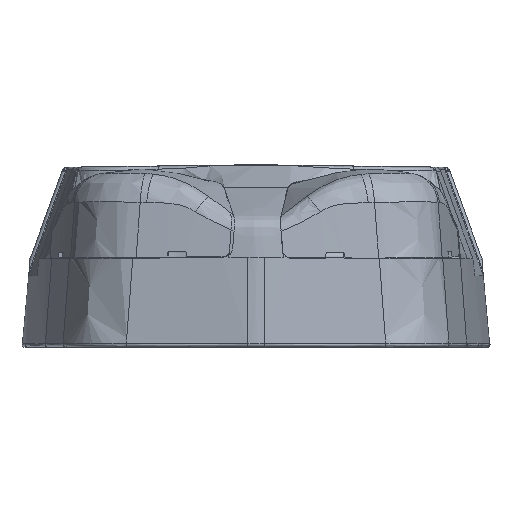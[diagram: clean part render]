
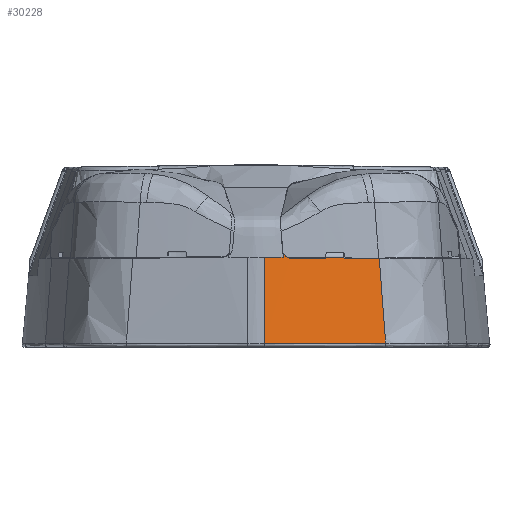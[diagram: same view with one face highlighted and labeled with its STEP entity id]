
A CAD part, front view. The second image highlights one B-rep face of the part: STEP entity #30228.
In plain terms, the highlighted free-form (B-spline) face has degree [1, 3] with [2, 10] control points.
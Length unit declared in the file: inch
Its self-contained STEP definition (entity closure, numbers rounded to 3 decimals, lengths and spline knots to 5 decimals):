
#415 = CARTESIAN_POINT ( 'NONE',  ( -0.3898, -3.73462, 8.50728 ) ) ;
#988 = B_SPLINE_CURVE_WITH_KNOTS ( 'NONE', 3,
 ( #27559, #52106, #77478, #34246 ),
 .UNSPECIFIED., .F., .F.,
 ( 4, 4 ),
 ( 0., 1. ),
 .UNSPECIFIED. ) ;
#1206 = CARTESIAN_POINT ( 'NONE',  ( -1.07927, -3.84833, 8.34064 ) ) ;
#1427 = ORIENTED_EDGE ( 'NONE', *, *, #27831, .T. ) ;
#3044 = CARTESIAN_POINT ( 'NONE',  ( -0.35191, -3.77226, 8.00791 ) ) ;
#3755 = CARTESIAN_POINT ( 'NONE',  ( -0.9407, -3.81661, 8.51496 ) ) ;
#4131 = CARTESIAN_POINT ( 'NONE',  ( -0.9565, -3.81754, 8.52658 ) ) ;
#4426 = B_SPLINE_CURVE_WITH_KNOTS ( 'NONE', 3,
 ( #16471, #69269, #3755, #16091, #4131, #22438, #76368, #45453 ),
 .UNSPECIFIED., .F., .F.,
 ( 4, 2, 2, 4 ),
 ( 0., 0.5, 0.75, 1. ),
 .UNSPECIFIED. ) ;
#4858 = ORIENTED_EDGE ( 'NONE', *, *, #11571, .T. ) ;
#5166 = CARTESIAN_POINT ( 'NONE',  ( -0.3898, -3.73462, 8.50728 ) ) ;
#5402 = VERTEX_POINT ( 'NONE', #8377 ) ;
#5408 = CARTESIAN_POINT ( 'NONE',  ( -4.9453, -3.52197, 9.23457 ) ) ;
#6043 = VERTEX_POINT ( 'NONE', #48102 ) ;
#7986 = ORIENTED_EDGE ( 'NONE', *, *, #27169, .T. ) ;
#8369 = CARTESIAN_POINT ( 'NONE',  ( -0.3537, -3.77049, 8.03153 ) ) ;
#8377 = CARTESIAN_POINT ( 'NONE',  ( -0.96694, -3.81734, 8.54337 ) ) ;
#9588 = CARTESIAN_POINT ( 'NONE',  ( -1.07922, -3.83304, 8.5129 ) ) ;
#9820 = CARTESIAN_POINT ( 'NONE',  ( -1.68807, -3.99501, 7.5953 ) ) ;
#10600 = CARTESIAN_POINT ( 'NONE',  ( -4.11887, -3.72041, 9.23457 ) ) ;
#11383 = CARTESIAN_POINT ( 'NONE',  ( -4.97943, -3.66127, 7.5953 ) ) ;
#11518 = B_SPLINE_SURFACE_WITH_KNOTS ( 'NONE', 1, 3, ( 
 ( #21001, #69376, #21765, #65748, #9820, #41538, #35581, #65355, #11383, #16967 ),
 ( #70142, #64955, #41149, #16576, #71294, #29655, #10600, #47499, #5408, #16194 ) ),
 .UNSPECIFIED., .F., .F., .F.,
 ( 2, 2 ),
 ( 4, 2, 2, 2, 4 ),
 ( -0.09503, 1.48513 ),
 ( -0.01606, 0., 0.5, 1., 1.01606 ),
 .UNSPECIFIED. ) ;
#11571 = EDGE_CURVE ( 'NONE', #41590, #47512, #33518, .T. ) ;
#13823 = CARTESIAN_POINT ( 'NONE',  ( -1.07922, -3.83304, 8.5129 ) ) ;
#16091 = CARTESIAN_POINT ( 'NONE',  ( -0.95294, -3.81739, 8.52328 ) ) ;
#16194 = CARTESIAN_POINT ( 'NONE',  ( -4.97023, -3.51598, 9.23457 ) ) ;
#16471 = CARTESIAN_POINT ( 'NONE',  ( -0.92119, -3.81442, 8.51192 ) ) ;
#16576 = CARTESIAN_POINT ( 'NONE',  ( -0.88665, -3.77548, 9.23457 ) ) ;
#16967 = CARTESIAN_POINT ( 'NONE',  ( -5.00469, -3.6552, 7.5953 ) ) ;
#19304 = ORIENTED_EDGE ( 'NONE', *, *, #64959, .T. ) ;
#21001 = CARTESIAN_POINT ( 'NONE',  ( 0.00088, -3.74048, 7.5953 ) ) ;
#21336 = CARTESIAN_POINT ( 'NONE',  ( -0.3528, -3.77138, 8.01972 ) ) ;
#21765 = CARTESIAN_POINT ( 'NONE',  ( -0.05003, -3.75089, 7.5953 ) ) ;
#22438 = CARTESIAN_POINT ( 'NONE',  ( -0.96275, -3.81761, 8.53446 ) ) ;
#23972 = CARTESIAN_POINT ( 'NONE',  ( -1.07941, -3.87868, 7.9961 ) ) ;
#25720 = CARTESIAN_POINT ( 'NONE',  ( -0.96635, -3.82, 8.5123 ) ) ;
#26140 = B_SPLINE_CURVE_WITH_KNOTS ( 'NONE', 3,
 ( #25720, #50289, #55083, #13823 ),
 .UNSPECIFIED., .F., .F.,
 ( 4, 4 ),
 ( 0., 1. ),
 .UNSPECIFIED. ) ;
#27014 = CARTESIAN_POINT ( 'NONE',  ( -0.35101, -3.77315, 7.9961 ) ) ;
#27169 = EDGE_CURVE ( 'NONE', #53417, #6043, #68838, .T. ) ;
#27559 = CARTESIAN_POINT ( 'NONE',  ( -0.35101, -3.77315, 7.9961 ) ) ;
#27831 = EDGE_CURVE ( 'NONE', #77640, #57035, #26140, .T. ) ;
#28012 = CARTESIAN_POINT ( 'NONE',  ( -0.96694, -3.81734, 8.54337 ) ) ;
#28785 = ORIENTED_EDGE ( 'NONE', *, *, #39233, .T. ) ;
#29573 = EDGE_CURVE ( 'NONE', #6043, #41590, #31732, .T. ) ;
#29655 = CARTESIAN_POINT ( 'NONE',  ( -3.31243, -3.8239, 9.23457 ) ) ;
#29935 = B_SPLINE_CURVE_WITH_KNOTS ( 'NONE', 3,
 ( #38111, #32569, #1206, #56757 ),
 .UNSPECIFIED., .F., .F.,
 ( 4, 4 ),
 ( 0., 1. ),
 .UNSPECIFIED. ) ;
#30228 = ADVANCED_FACE ( 'NONE', ( #51110 ), #11518, .T. ) ;
#31732 = B_SPLINE_CURVE_WITH_KNOTS ( 'NONE', 3,
 ( #8369, #71792, #53940, #59876 ),
 .UNSPECIFIED., .F., .F.,
 ( 4, 4 ),
 ( 0., 1. ),
 .UNSPECIFIED. ) ;
#32569 = CARTESIAN_POINT ( 'NONE',  ( -1.07934, -3.86351, 8.16837 ) ) ;
#33518 = B_SPLINE_CURVE_WITH_KNOTS ( 'NONE', 3,
 ( #415, #42881, #66695, #71861 ),
 .UNSPECIFIED., .F., .F.,
 ( 4, 4 ),
 ( 0., 0.01365 ),
 .UNSPECIFIED. ) ;
#34246 = CARTESIAN_POINT ( 'NONE',  ( -1.07941, -3.87868, 7.9961 ) ) ;
#34327 = CARTESIAN_POINT ( 'NONE',  ( -0.96635, -3.82, 8.5123 ) ) ;
#35581 = CARTESIAN_POINT ( 'NONE',  ( -4.14225, -3.86229, 7.5953 ) ) ;
#36264 = EDGE_CURVE ( 'NONE', #53417, #72841, #988, .T. ) ;
#38111 = CARTESIAN_POINT ( 'NONE',  ( -1.07941, -3.87868, 7.9961 ) ) ;
#39233 = EDGE_CURVE ( 'NONE', #5402, #77640, #44774, .T. ) ;
#41149 = CARTESIAN_POINT ( 'NONE',  ( -0.07907, -3.61044, 9.23457 ) ) ;
#41538 = CARTESIAN_POINT ( 'NONE',  ( -3.32539, -3.96712, 7.5953 ) ) ;
#41590 = VERTEX_POINT ( 'NONE', #5166 ) ;
#42881 = CARTESIAN_POINT ( 'NONE',  ( -0.56629, -3.7655, 8.50882 ) ) ;
#43537 = CARTESIAN_POINT ( 'NONE',  ( -0.96635, -3.82, 8.5123 ) ) ;
#44774 = B_SPLINE_CURVE_WITH_KNOTS ( 'NONE', 3,
 ( #28012, #77180, #46250, #34327 ),
 .UNSPECIFIED., .F., .F.,
 ( 4, 4 ),
 ( 0., 1. ),
 .UNSPECIFIED. ) ;
#45453 = CARTESIAN_POINT ( 'NONE',  ( -0.96694, -3.81734, 8.54337 ) ) ;
#46250 = CARTESIAN_POINT ( 'NONE',  ( -0.96717, -3.81919, 8.52265 ) ) ;
#47499 = CARTESIAN_POINT ( 'NONE',  ( -4.92036, -3.52796, 9.23457 ) ) ;
#47512 = VERTEX_POINT ( 'NONE', #56367 ) ;
#47567 = EDGE_CURVE ( 'NONE', #72841, #57035, #29935, .T. ) ;
#48054 = ORIENTED_EDGE ( 'NONE', *, *, #36264, .F. ) ;
#48102 = CARTESIAN_POINT ( 'NONE',  ( -0.3537, -3.77049, 8.03153 ) ) ;
#50289 = CARTESIAN_POINT ( 'NONE',  ( -1.00393, -3.82458, 8.5125 ) ) ;
#51110 = FACE_OUTER_BOUND ( 'NONE', #69267, .T. ) ;
#52106 = CARTESIAN_POINT ( 'NONE',  ( -0.59265, -3.81635, 7.9961 ) ) ;
#53417 = VERTEX_POINT ( 'NONE', #27014 ) ;
#53940 = CARTESIAN_POINT ( 'NONE',  ( -0.37778, -3.74656, 8.34896 ) ) ;
#55083 = CARTESIAN_POINT ( 'NONE',  ( -1.04155, -3.82896, 8.51271 ) ) ;
#56367 = CARTESIAN_POINT ( 'NONE',  ( -0.92119, -3.81442, 8.51192 ) ) ;
#56757 = CARTESIAN_POINT ( 'NONE',  ( -1.07922, -3.83304, 8.5129 ) ) ;
#57035 = VERTEX_POINT ( 'NONE', #9588 ) ;
#59876 = CARTESIAN_POINT ( 'NONE',  ( -0.3898, -3.73462, 8.50728 ) ) ;
#64955 = CARTESIAN_POINT ( 'NONE',  ( -0.05394, -3.60531, 9.23457 ) ) ;
#64959 = EDGE_CURVE ( 'NONE', #47512, #5402, #4426, .T. ) ;
#65355 = CARTESIAN_POINT ( 'NONE',  ( -4.95417, -3.66733, 7.5953 ) ) ;
#65748 = CARTESIAN_POINT ( 'NONE',  ( -0.86811, -3.91807, 7.5953 ) ) ;
#66695 = CARTESIAN_POINT ( 'NONE',  ( -0.74342, -3.7921, 8.51036 ) ) ;
#68838 = B_SPLINE_CURVE_WITH_KNOTS ( 'NONE', 3,
 ( #69325, #3044, #21336, #75275 ),
 .UNSPECIFIED., .F., .F.,
 ( 4, 4 ),
 ( 0., 1. ),
 .UNSPECIFIED. ) ;
#69267 = EDGE_LOOP ( 'NONE', ( #28785, #1427, #73055, #48054, #7986, #74805, #4858, #19304 ) ) ;
#69269 = CARTESIAN_POINT ( 'NONE',  ( -0.93101, -3.81566, 8.51197 ) ) ;
#69325 = CARTESIAN_POINT ( 'NONE',  ( -0.35101, -3.77315, 7.9961 ) ) ;
#69376 = CARTESIAN_POINT ( 'NONE',  ( -0.02457, -3.74569, 7.5953 ) ) ;
#70142 = CARTESIAN_POINT ( 'NONE',  ( -0.02881, -3.60017, 9.23457 ) ) ;
#71294 = CARTESIAN_POINT ( 'NONE',  ( -1.69615, -3.85144, 9.23457 ) ) ;
#71792 = CARTESIAN_POINT ( 'NONE',  ( -0.36574, -3.75852, 8.19037 ) ) ;
#71861 = CARTESIAN_POINT ( 'NONE',  ( -0.92119, -3.81442, 8.51192 ) ) ;
#72841 = VERTEX_POINT ( 'NONE', #23972 ) ;
#73055 = ORIENTED_EDGE ( 'NONE', *, *, #47567, .F. ) ;
#74805 = ORIENTED_EDGE ( 'NONE', *, *, #29573, .T. ) ;
#75275 = CARTESIAN_POINT ( 'NONE',  ( -0.3537, -3.77049, 8.03153 ) ) ;
#76368 = CARTESIAN_POINT ( 'NONE',  ( -0.96519, -3.81753, 8.53875 ) ) ;
#77180 = CARTESIAN_POINT ( 'NONE',  ( -0.96693, -3.81825, 8.53301 ) ) ;
#77478 = CARTESIAN_POINT ( 'NONE',  ( -0.83546, -3.85149, 7.9961 ) ) ;
#77640 = VERTEX_POINT ( 'NONE', #43537 ) ;
